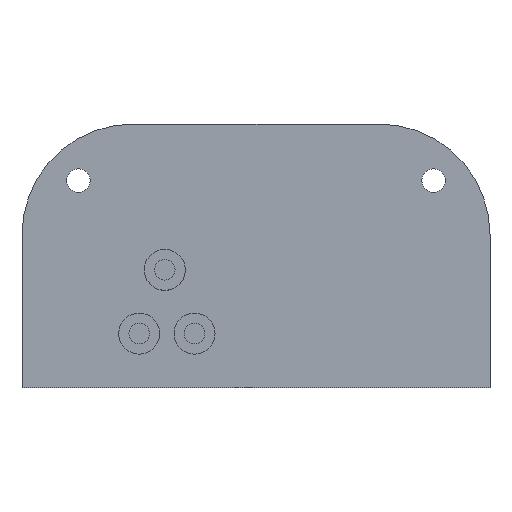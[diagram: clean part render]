
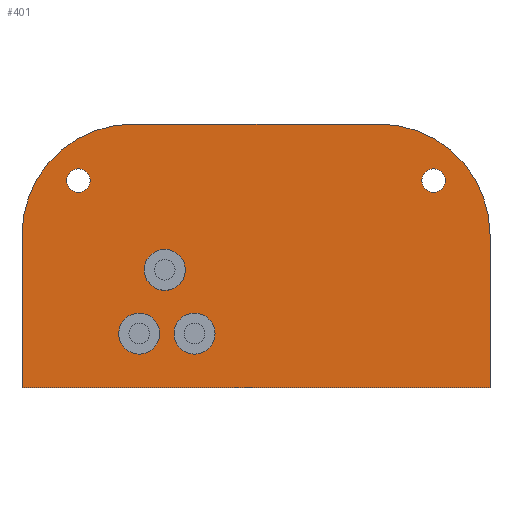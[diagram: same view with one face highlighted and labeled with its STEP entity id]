
A CAD part, top view. The second image highlights one B-rep face of the part: STEP entity #401.
In plain terms, the highlighted planar face has unit normal (0, 0, 1).
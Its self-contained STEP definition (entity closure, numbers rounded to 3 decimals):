
#23=FACE_BOUND('',#86,.T.);
#24=FACE_BOUND('',#87,.T.);
#25=FACE_BOUND('',#88,.T.);
#26=FACE_BOUND('',#89,.T.);
#27=FACE_BOUND('',#90,.T.);
#36=PLANE('',#456);
#55=FACE_OUTER_BOUND('',#85,.T.);
#85=EDGE_LOOP('',(#308,#309,#310,#311,#312,#313));
#86=EDGE_LOOP('',(#314));
#87=EDGE_LOOP('',(#315));
#88=EDGE_LOOP('',(#316));
#89=EDGE_LOOP('',(#317));
#90=EDGE_LOOP('',(#318));
#114=LINE('',#676,#139);
#115=LINE('',#677,#140);
#116=LINE('',#679,#141);
#117=LINE('',#682,#142);
#139=VECTOR('',#550,10.);
#140=VECTOR('',#551,10.);
#141=VECTOR('',#552,10.);
#142=VECTOR('',#555,10.);
#165=CIRCLE('',#445,4.819);
#166=CIRCLE('',#448,4.819);
#167=CIRCLE('',#451,4.819);
#169=CIRCLE('',#455,26.);
#170=CIRCLE('',#457,26.);
#171=CIRCLE('',#458,2.75);
#172=CIRCLE('',#459,2.75);
#193=VERTEX_POINT('',#650);
#194=VERTEX_POINT('',#655);
#195=VERTEX_POINT('',#660);
#198=VERTEX_POINT('',#668);
#199=VERTEX_POINT('',#670);
#200=VERTEX_POINT('',#674);
#201=VERTEX_POINT('',#675);
#202=VERTEX_POINT('',#678);
#203=VERTEX_POINT('',#680);
#204=VERTEX_POINT('',#683);
#205=VERTEX_POINT('',#685);
#231=EDGE_CURVE('',#193,#193,#165,.T.);
#233=EDGE_CURVE('',#194,#194,#166,.T.);
#235=EDGE_CURVE('',#195,#195,#167,.T.);
#238=EDGE_CURVE('',#199,#198,#169,.T.);
#240=EDGE_CURVE('',#200,#201,#114,.T.);
#241=EDGE_CURVE('',#200,#199,#115,.T.);
#242=EDGE_CURVE('',#198,#202,#116,.T.);
#243=EDGE_CURVE('',#202,#203,#170,.T.);
#244=EDGE_CURVE('',#203,#201,#117,.T.);
#245=EDGE_CURVE('',#204,#204,#171,.T.);
#246=EDGE_CURVE('',#205,#205,#172,.T.);
#308=ORIENTED_EDGE('',*,*,#240,.F.);
#309=ORIENTED_EDGE('',*,*,#241,.T.);
#310=ORIENTED_EDGE('',*,*,#238,.T.);
#311=ORIENTED_EDGE('',*,*,#242,.T.);
#312=ORIENTED_EDGE('',*,*,#243,.T.);
#313=ORIENTED_EDGE('',*,*,#244,.T.);
#314=ORIENTED_EDGE('',*,*,#231,.T.);
#315=ORIENTED_EDGE('',*,*,#233,.T.);
#316=ORIENTED_EDGE('',*,*,#235,.T.);
#317=ORIENTED_EDGE('',*,*,#245,.T.);
#318=ORIENTED_EDGE('',*,*,#246,.T.);
#401=ADVANCED_FACE('',(#55,#23,#24,#25,#26,#27),#36,.T.);
#445=AXIS2_PLACEMENT_3D('',#652,#522,#523);
#448=AXIS2_PLACEMENT_3D('',#657,#529,#530);
#451=AXIS2_PLACEMENT_3D('',#662,#536,#537);
#455=AXIS2_PLACEMENT_3D('',#671,#545,#546);
#456=AXIS2_PLACEMENT_3D('',#673,#548,#549);
#457=AXIS2_PLACEMENT_3D('',#681,#553,#554);
#458=AXIS2_PLACEMENT_3D('',#684,#556,#557);
#459=AXIS2_PLACEMENT_3D('',#686,#558,#559);
#522=DIRECTION('center_axis',(0.,0.,-1.));
#523=DIRECTION('ref_axis',(-1.,0.,0.));
#529=DIRECTION('center_axis',(0.,0.,-1.));
#530=DIRECTION('ref_axis',(-1.,0.,0.));
#536=DIRECTION('center_axis',(0.,0.,-1.));
#537=DIRECTION('ref_axis',(-1.,0.,0.));
#545=DIRECTION('center_axis',(0.,0.,1.));
#546=DIRECTION('ref_axis',(1.,0.,0.));
#548=DIRECTION('center_axis',(0.,0.,1.));
#549=DIRECTION('ref_axis',(1.,0.,0.));
#550=DIRECTION('',(-1.,0.,0.));
#551=DIRECTION('',(0.,1.,0.));
#552=DIRECTION('',(-1.,0.,0.));
#553=DIRECTION('center_axis',(0.,0.,1.));
#554=DIRECTION('ref_axis',(0.,1.,0.));
#555=DIRECTION('',(0.,-1.,0.));
#556=DIRECTION('center_axis',(0.,0.,-1.));
#557=DIRECTION('ref_axis',(1.,0.,0.));
#558=DIRECTION('center_axis',(0.,0.,-1.));
#559=DIRECTION('ref_axis',(1.,0.,0.));
#650=CARTESIAN_POINT('',(22.371,141.746,2.));
#652=CARTESIAN_POINT('Origin',(17.552,141.746,2.));
#655=CARTESIAN_POINT('',(29.371,126.746,2.));
#657=CARTESIAN_POINT('Origin',(24.552,126.746,2.));
#660=CARTESIAN_POINT('',(16.371,126.746,2.));
#662=CARTESIAN_POINT('Origin',(11.552,126.746,2.));
#668=CARTESIAN_POINT('',(68.,176.,2.));
#670=CARTESIAN_POINT('',(94.,150.,2.));
#671=CARTESIAN_POINT('Origin',(68.,150.,2.));
#673=CARTESIAN_POINT('Origin',(39.,80.,2.));
#674=CARTESIAN_POINT('',(94.,114.,2.));
#675=CARTESIAN_POINT('',(-16.,114.,2.));
#676=CARTESIAN_POINT('',(39.,114.,2.));
#677=CARTESIAN_POINT('',(94.,15.25,2.));
#678=CARTESIAN_POINT('',(10.,176.,2.));
#679=CARTESIAN_POINT('',(53.5,176.,2.));
#680=CARTESIAN_POINT('',(-16.,150.,2.));
#681=CARTESIAN_POINT('Origin',(10.,150.,2.));
#682=CARTESIAN_POINT('',(-16.,107.75,2.));
#683=CARTESIAN_POINT('',(77.978,162.728,2.));
#684=CARTESIAN_POINT('Origin',(80.728,162.728,2.));
#685=CARTESIAN_POINT('',(-5.478,162.728,2.));
#686=CARTESIAN_POINT('Origin',(-2.728,162.728,2.));
